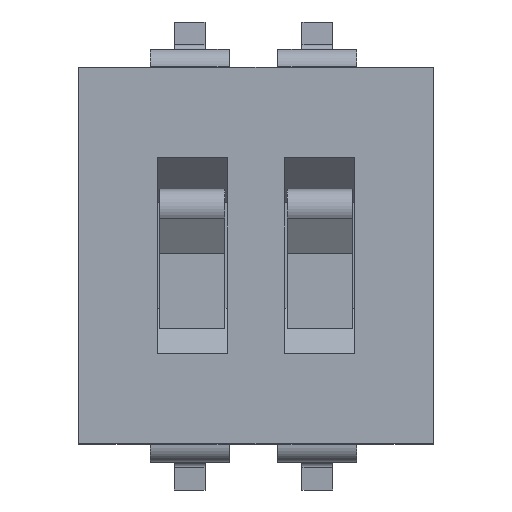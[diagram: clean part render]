
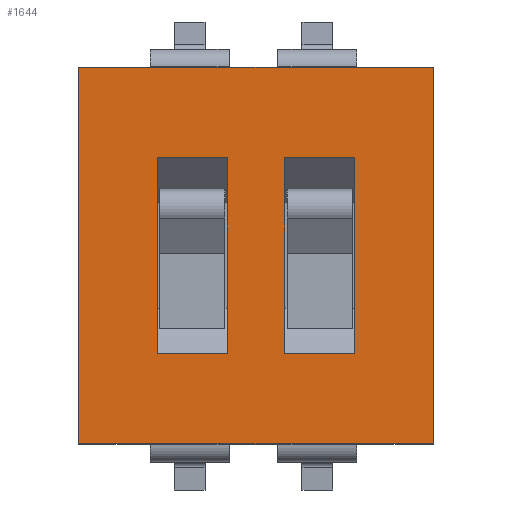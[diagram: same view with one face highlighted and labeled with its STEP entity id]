
A CAD part, top view. The second image highlights one B-rep face of the part: STEP entity #1644.
In plain terms, the highlighted planar face has unit normal (0, 0, 1).
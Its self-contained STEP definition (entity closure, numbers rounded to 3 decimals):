
#13=DIRECTION('',(0.,-1.,0.));
#14=VECTOR('',#13,7.5);
#15=CARTESIAN_POINT('',(-3.53,3.75,0.));
#16=LINE('',#15,#14);
#17=DIRECTION('',(-1.,0.,0.));
#18=VECTOR('',#17,7.06);
#19=CARTESIAN_POINT('',(3.53,3.75,0.));
#20=LINE('',#19,#18);
#21=DIRECTION('',(0.,1.,0.));
#22=VECTOR('',#21,7.5);
#23=CARTESIAN_POINT('',(3.53,-3.75,0.));
#24=LINE('',#23,#22);
#25=DIRECTION('',(1.,0.,0.));
#26=VECTOR('',#25,7.06);
#27=CARTESIAN_POINT('',(-3.53,-3.75,0.));
#28=LINE('',#27,#26);
#29=DIRECTION('',(1.,0.,0.));
#30=VECTOR('',#29,1.4);
#31=CARTESIAN_POINT('',(-1.97,1.95,0.));
#32=LINE('',#31,#30);
#33=DIRECTION('',(-1.,0.,0.));
#34=VECTOR('',#33,1.4);
#35=CARTESIAN_POINT('',(-0.57,-1.95,0.));
#36=LINE('',#35,#34);
#37=DIRECTION('',(1.,0.,0.));
#38=VECTOR('',#37,1.4);
#39=CARTESIAN_POINT('',(0.57,1.95,0.));
#40=LINE('',#39,#38);
#41=DIRECTION('',(-1.,0.,0.));
#42=VECTOR('',#41,1.4);
#43=CARTESIAN_POINT('',(1.97,-1.95,0.));
#44=LINE('',#43,#42);
#933=DIRECTION('',(0.,-1.,0.));
#934=VECTOR('',#933,3.9);
#935=CARTESIAN_POINT('',(-0.57,1.95,0.));
#936=LINE('',#935,#934);
#1014=DIRECTION('',(0.,1.,0.));
#1015=VECTOR('',#1014,3.9);
#1016=CARTESIAN_POINT('',(-1.97,-1.95,0.));
#1017=LINE('',#1016,#1015);
#1079=DIRECTION('',(0.,1.,0.));
#1080=VECTOR('',#1079,3.9);
#1081=CARTESIAN_POINT('',(0.57,-1.95,0.));
#1082=LINE('',#1081,#1080);
#1164=DIRECTION('',(0.,-1.,0.));
#1165=VECTOR('',#1164,3.9);
#1166=CARTESIAN_POINT('',(1.97,1.95,0.));
#1167=LINE('',#1166,#1165);
#1225=CARTESIAN_POINT('',(-3.53,3.75,0.));
#1226=CARTESIAN_POINT('',(-3.53,-3.75,0.));
#1227=VERTEX_POINT('',#1225);
#1228=VERTEX_POINT('',#1226);
#1229=CARTESIAN_POINT('',(3.53,-3.75,0.));
#1230=VERTEX_POINT('',#1229);
#1231=CARTESIAN_POINT('',(3.53,3.75,0.));
#1232=VERTEX_POINT('',#1231);
#1245=CARTESIAN_POINT('',(-1.97,1.95,0.));
#1246=CARTESIAN_POINT('',(-0.57,1.95,0.));
#1247=VERTEX_POINT('',#1245);
#1248=VERTEX_POINT('',#1246);
#1249=CARTESIAN_POINT('',(-0.57,-1.95,0.));
#1250=CARTESIAN_POINT('',(-1.97,-1.95,0.));
#1251=VERTEX_POINT('',#1249);
#1252=VERTEX_POINT('',#1250);
#1358=CARTESIAN_POINT('',(0.57,1.95,0.));
#1360=VERTEX_POINT('',#1358);
#1361=CARTESIAN_POINT('',(1.97,1.95,0.));
#1363=VERTEX_POINT('',#1361);
#1366=CARTESIAN_POINT('',(1.97,-1.95,0.));
#1368=VERTEX_POINT('',#1366);
#1369=CARTESIAN_POINT('',(0.57,-1.95,0.));
#1371=VERTEX_POINT('',#1369);
#1609=CARTESIAN_POINT('',(0.,0.,0.));
#1610=DIRECTION('',(0.,0.,1.));
#1611=DIRECTION('',(1.,0.,0.));
#1612=AXIS2_PLACEMENT_3D('',#1609,#1610,#1611);
#1613=PLANE('',#1612);
#1615=ORIENTED_EDGE('',*,*,#1614,.F.);
#1617=ORIENTED_EDGE('',*,*,#1616,.F.);
#1619=ORIENTED_EDGE('',*,*,#1618,.F.);
#1621=ORIENTED_EDGE('',*,*,#1620,.F.);
#1622=EDGE_LOOP('',(#1615,#1617,#1619,#1621));
#1623=FACE_OUTER_BOUND('',#1622,.F.);
#1625=ORIENTED_EDGE('',*,*,#1624,.F.);
#1627=ORIENTED_EDGE('',*,*,#1626,.F.);
#1629=ORIENTED_EDGE('',*,*,#1628,.F.);
#1631=ORIENTED_EDGE('',*,*,#1630,.F.);
#1632=EDGE_LOOP('',(#1625,#1627,#1629,#1631));
#1633=FACE_BOUND('',#1632,.F.);
#1635=ORIENTED_EDGE('',*,*,#1634,.F.);
#1637=ORIENTED_EDGE('',*,*,#1636,.F.);
#1639=ORIENTED_EDGE('',*,*,#1638,.F.);
#1641=ORIENTED_EDGE('',*,*,#1640,.F.);
#1642=EDGE_LOOP('',(#1635,#1637,#1639,#1641));
#1643=FACE_BOUND('',#1642,.F.);
#1614=EDGE_CURVE('',#1227,#1228,#16,.T.);
#1616=EDGE_CURVE('',#1232,#1227,#20,.T.);
#1618=EDGE_CURVE('',#1230,#1232,#24,.T.);
#1620=EDGE_CURVE('',#1228,#1230,#28,.T.);
#1624=EDGE_CURVE('',#1247,#1248,#32,.T.);
#1626=EDGE_CURVE('',#1252,#1247,#1017,.T.);
#1628=EDGE_CURVE('',#1251,#1252,#36,.T.);
#1630=EDGE_CURVE('',#1248,#1251,#936,.T.);
#1634=EDGE_CURVE('',#1360,#1363,#40,.T.);
#1636=EDGE_CURVE('',#1371,#1360,#1082,.T.);
#1638=EDGE_CURVE('',#1368,#1371,#44,.T.);
#1640=EDGE_CURVE('',#1363,#1368,#1167,.T.);
#1644=ADVANCED_FACE('',(#1623,#1633,#1643),#1613,.T.);
